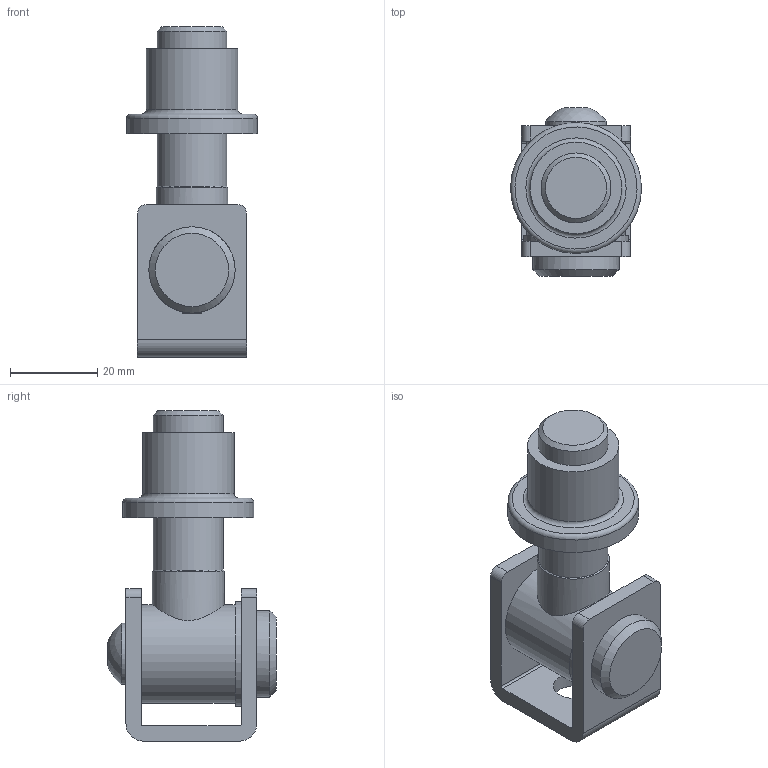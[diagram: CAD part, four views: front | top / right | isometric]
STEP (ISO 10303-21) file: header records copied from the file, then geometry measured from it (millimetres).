
FILE_DESCRIPTION (( 'STEP AP203' ), '1' );
FILE_NAME ('120-M16-VA.STEP', '2021-11-24T10:47:14', ( '' ), ( '' ), 'SwSTEP 2.0', 'SolidWorks 2018', '' );
FILE_SCHEMA (( 'CONFIG_CONTROL_DESIGN' ));
Length unit declared in the file: millimetre
Products named in the file (14): 120-M16-VA Teil1_120-M16-VA Teil 1; 120-M16-VA Teil5; ISO7380 - M6x16_ISO7380 - M6x16; ISO7380 - M6x16; 120-M16-VA Teil4_120-M12-VA Teil 4; 120-M16-VA Teil1; 120-M16-VA; 120-M16-VA Teil4; 120-M16-VA Teil2_120-M16-VA Teil 2; 120-M16-VA Teil5_120-M16-VA Teil5; 120-M16-VA Teil3; 120-M16-VA Teil3_120-M12-VA Teil 3; 120-M16-VA Teil2
Assembly tree (7 placements, depth 2):
  120-M16-VA Teil5
  120-M16-VA Teil1
  120-M16-VA
    120-M16-VA Teil1_120-M16-VA Teil 1
    120-M16-VA Teil3_120-M12-VA Teil 3
    120-M16-VA Teil4_120-M12-VA Teil 4
    120-M16-VA Teil5_120-M16-VA Teil5
    ISO7380 - M6x16_ISO7380 - M6x16
    120-M16-VA Teil2_120-M16-VA Teil 2
  120-M16-VA Teil4
  120-M16-VA Teil3
Bounding box: 29.99 x 38.7 x 75.75 mm (x, y, z)
Volume: 32879 mm3; surface area: 17453.3 mm2
Topology: 6 solids, 6 shells, 293 faces, 737 edges, 486 vertices
Faces by surface type: plane 174, bspline 72, cylinder 27, cone 16, torus 3, sphere 1
Full cylindrical faces by diameter (mm): 4.4 x1, 5 x1, 6 x1, 7.55 x1, 10 x1, 12.6 x1, 12.8 x1, 13 x2, 14 x2, 16 x1, 16.5 x1, 19.8 x1, 21 x1, 22.5 x1, 24 x1, 30 x1
Entity records: 14071 total; most frequent: CARTESIAN_POINT 6359, ORIENTED_EDGE 1394, DIRECTION 1076, EDGE_CURVE 697, VERTEX_POINT 475, VECTOR 468, LINE 468, EDGE_LOOP 364
